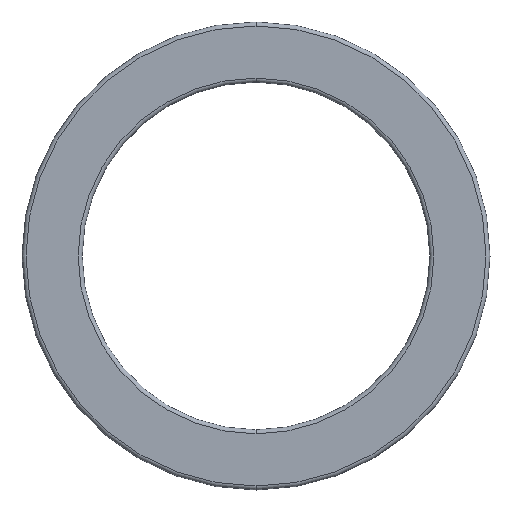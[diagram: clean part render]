
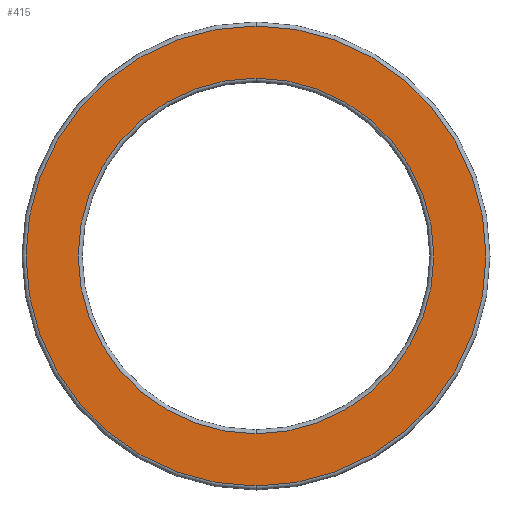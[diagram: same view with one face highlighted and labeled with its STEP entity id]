
A CAD part, front view. The second image highlights one B-rep face of the part: STEP entity #415.
In plain terms, the highlighted planar face has unit normal (0, -1, 0).
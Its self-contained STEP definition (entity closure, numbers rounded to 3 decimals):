
#44 = EDGE_LOOP ( 'NONE', ( #522, #404 ) ) ;
#45 = DIRECTION ( 'NONE',  ( 1., 0., 0. ) ) ;
#62 = CARTESIAN_POINT ( 'NONE',  ( 0., 0., -34.4 ) ) ;
#63 = EDGE_CURVE ( 'NONE', #100, #112, #104, .T. ) ;
#65 = ORIENTED_EDGE ( 'NONE', *, *, #334, .T. ) ;
#67 = AXIS2_PLACEMENT_3D ( 'NONE', #304, #71, #45 ) ;
#71 = DIRECTION ( 'NONE',  ( 0., 1., 0. ) ) ;
#100 = VERTEX_POINT ( 'NONE', #477 ) ;
#104 = CIRCLE ( 'NONE', #67, 26.6 ) ;
#112 = VERTEX_POINT ( 'NONE', #313 ) ;
#123 = DIRECTION ( 'NONE',  ( 0., 1., 0. ) ) ;
#129 = DIRECTION ( 'NONE',  ( 0., 1., 0. ) ) ;
#145 = DIRECTION ( 'NONE',  ( -1., 0., 0. ) ) ;
#154 = EDGE_LOOP ( 'NONE', ( #65, #451 ) ) ;
#158 = DIRECTION ( 'NONE',  ( 0., 1., 0. ) ) ;
#171 = AXIS2_PLACEMENT_3D ( 'NONE', #525, #129, #466 ) ;
#177 = CARTESIAN_POINT ( 'NONE',  ( 0., 0., 34.4 ) ) ;
#194 = FACE_OUTER_BOUND ( 'NONE', #44, .T. ) ;
#198 = AXIS2_PLACEMENT_3D ( 'NONE', #520, #123, #564 ) ;
#204 = AXIS2_PLACEMENT_3D ( 'NONE', #365, #541, #145 ) ;
#269 = AXIS2_PLACEMENT_3D ( 'NONE', #385, #158, #389 ) ;
#270 = EDGE_CURVE ( 'NONE', #442, #325, #347, .T. ) ;
#274 = EDGE_CURVE ( 'NONE', #325, #442, #469, .T. ) ;
#304 = CARTESIAN_POINT ( 'NONE',  ( 0., 0., 0. ) ) ;
#313 = CARTESIAN_POINT ( 'NONE',  ( 0., 0., 26.6 ) ) ;
#325 = VERTEX_POINT ( 'NONE', #177 ) ;
#334 = EDGE_CURVE ( 'NONE', #112, #100, #449, .T. ) ;
#347 = CIRCLE ( 'NONE', #269, 34.4 ) ;
#365 = CARTESIAN_POINT ( 'NONE',  ( 30.5, 0., 0. ) ) ;
#369 = PLANE ( 'NONE',  #204 ) ;
#385 = CARTESIAN_POINT ( 'NONE',  ( 0., 0., 0. ) ) ;
#389 = DIRECTION ( 'NONE',  ( 1., 0., 0. ) ) ;
#404 = ORIENTED_EDGE ( 'NONE', *, *, #270, .F. ) ;
#415 = ADVANCED_FACE ( 'NONE', ( #493, #194 ), #369, .T. ) ;
#442 = VERTEX_POINT ( 'NONE', #62 ) ;
#449 = CIRCLE ( 'NONE', #171, 26.6 ) ;
#451 = ORIENTED_EDGE ( 'NONE', *, *, #63, .T. ) ;
#466 = DIRECTION ( 'NONE',  ( 1., 0., 0. ) ) ;
#469 = CIRCLE ( 'NONE', #198, 34.4 ) ;
#477 = CARTESIAN_POINT ( 'NONE',  ( 0., 0., -26.6 ) ) ;
#493 = FACE_BOUND ( 'NONE', #154, .T. ) ;
#520 = CARTESIAN_POINT ( 'NONE',  ( 0., 0., 0. ) ) ;
#522 = ORIENTED_EDGE ( 'NONE', *, *, #274, .F. ) ;
#525 = CARTESIAN_POINT ( 'NONE',  ( 0., 0., 0. ) ) ;
#541 = DIRECTION ( 'NONE',  ( 0., -1., 0. ) ) ;
#564 = DIRECTION ( 'NONE',  ( 1., 0., 0. ) ) ;
